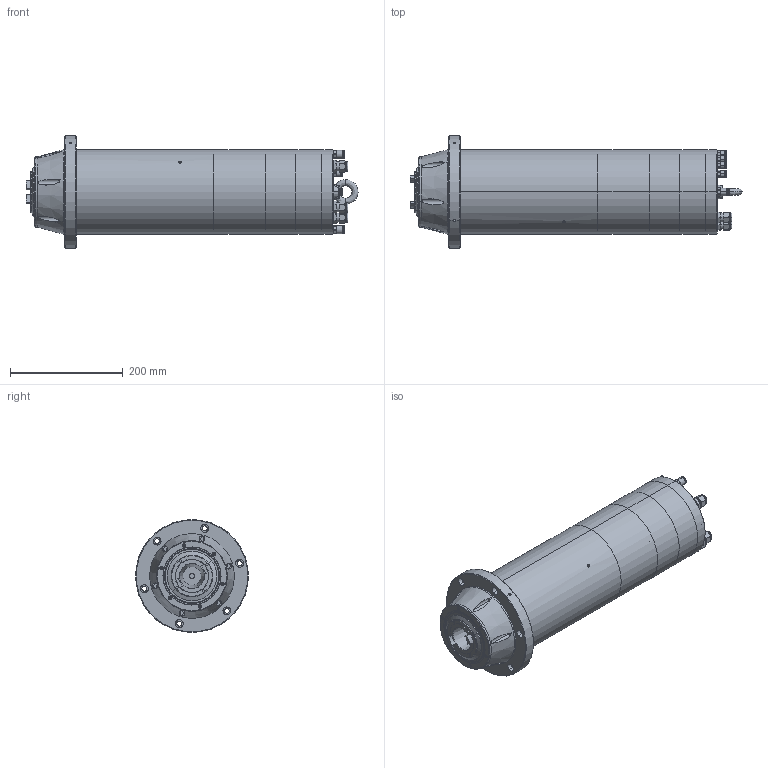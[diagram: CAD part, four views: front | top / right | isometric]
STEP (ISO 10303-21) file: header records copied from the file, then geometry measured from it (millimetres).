
FILE_DESCRIPTION (( 'STEP AP214' ), '1' );
FILE_NAME ('GDL150Y-40-12Z-17三维.STEP', '2024-10-14T00:25:53', ( '00' ), ( '' ), 'SwSTEP 2.0', 'SolidWorks 2018', '' );
FILE_SCHEMA (( 'AUTOMOTIVE_DESIGN' ));
Length unit declared in the file: millimetre
Products named in the file (41): GB__T 292-94____________7012 C(GCr15).STEP; GDL150-40-12Z-7.5-03-1.STEP; GB__T 70__1-2000________________M6__16(8__8__).STEP; GBT70.1_M6__12.STEP_2; GBT70.1_M5__16.STEP_2; GB__T 825-1988[________M10]_M10.STEP; GBT70.1_M6__12.STEP_4; 12-QZG-BZ.STEP; 12-WMFQ-BZ.STEP; GBT70.1_M6__12.STEP_3; GDL150-40-12Z-7.5-05.STEP; __________M16__1.5.STEP; GBT70.1_M3__6.STEP; __________M12__1.5.STEP; GDL150____-0.STEP; ________.STEP; GBT70.1_M6__12.STEP; GDL150Y-40-12Z-12-14.STEP; GDL150Y-40-12Z-12-04.STEP; GDL150____.STEP; GDL150Y-40-12Z-17三维; YONG RUI D8________RC1-8.STEP; GDL150Y-40-12Z-12-02.STEP; BT40-45______.STEP; GDL150Y-40-12Z-12-03.STEP; GDL150Y-40-12Z-12-01.STEP; GBT70.1_M5__16.STEP; YONG RUI D6________RC1-8.STEP; 12-WGQ-BZ.STEP; 12-NMFQ-BZ.STEP; GDL150Y-40-12Z-12-05.STEP
Assembly tree (42 placements, depth 3):
  12-WMFQ-BZ.STEP
  GDL150Y-40-12Z-17三维
    GDL150____.STEP
      GDL150____-0.STEP
      GBT70.1_M5__16.STEP
      GBT70.1_M6__12.STEP_4
      GBT70.1_M6__12.STEP_3
      GBT70.1_M6__12.STEP_2
      GBT70.1_M6__12.STEP
      GBT70.1_M5__16.STEP_2
      YONG RUI D8________RC1-8.STEP  x2
      YONG RUI D6________RC1-8.STEP  x4
      __________M12__1.5.STEP  x2
      __________M16__1.5.STEP
      GB__T 825-1988[________M10]_M10.STEP
    GDL150-40-12Z-7.5-05.STEP
    GDL150Y-40-12Z-12-05.STEP
    GDL150-40-12Z-7.5-03-1.STEP
    12-QZG-BZ.STEP
    GDL150Y-40-12Z-12-03.STEP
    GDL150Y-40-12Z-12-04.STEP
    GDL150Y-40-12Z-12-14.STEP
    GDL150Y-40-12Z-12-02.STEP
    GDL150Y-40-12Z-12-01.STEP
    12-WGQ-BZ.STEP
    GB__T 292-94____________7012 C(GCr15).STEP
    ________.STEP
    GBT70.1_M3__6.STEP
    GBT70.1_M3__6.STEP
    GBT70.1_M3__6.STEP
    GBT70.1_M3__6.STEP
    GBT70.1_M3__6.STEP
    GBT70.1_M3__6.STEP
    GB__T 70__1-2000________________M6__16(8__8__).STEP
    GB__T 70__1-2000________________M6__16(8__8__).STEP
    GB__T 70__1-2000________________M6__16(8__8__).STEP
    GB__T 70__1-2000________________M6__16(8__8__).STEP
    GB__T 70__1-2000________________M6__16(8__8__).STEP
    GB__T 70__1-2000________________M6__16(8__8__).STEP
  BT40-45______.STEP
  12-NMFQ-BZ.STEP
Bounding box: 588.6 x 200 x 200 mm (x, y, z)
Volume: 3049933.8 mm3; surface area: 842054.3 mm2
Topology: 44 solids, 44 shells, 1405 faces, 3590 edges, 2284 vertices
Faces by surface type: cylinder 677, plane 451, cone 209, bspline 68
Entity records: 44117 total; most frequent: CARTESIAN_POINT 13251, DIRECTION 6360, ORIENTED_EDGE 6000, EDGE_CURVE 3000, AXIS2_PLACEMENT_3D 2581, VERTEX_POINT 1952, EDGE_LOOP 1410, CIRCLE 1409
